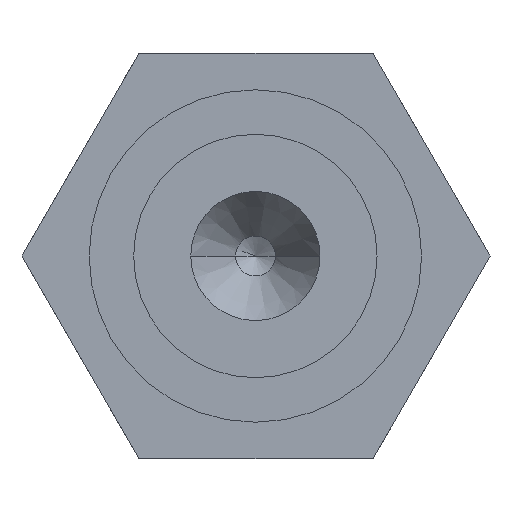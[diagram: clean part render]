
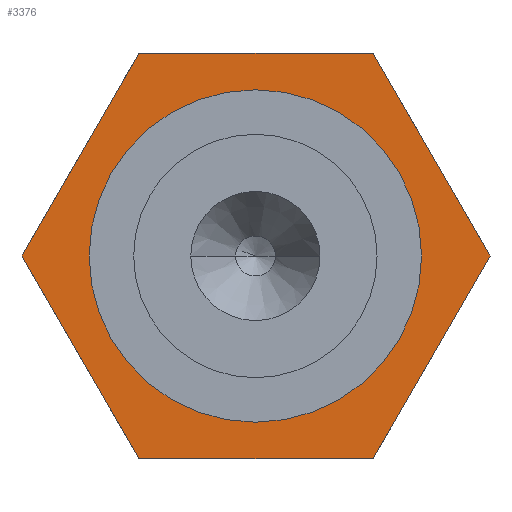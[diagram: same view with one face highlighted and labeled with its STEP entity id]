
A CAD part, front view. The second image highlights one B-rep face of the part: STEP entity #3376.
In plain terms, the highlighted planar face has unit normal (0, -1, 0).
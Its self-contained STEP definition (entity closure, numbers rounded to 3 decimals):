
#1364=DIRECTION('',(-0.5,0.,0.866));
#1365=VECTOR('',#1364,2.891);
#1366=CARTESIAN_POINT('',(-1.438,-0.004,-2.504));
#1367=LINE('',#1366,#1365);
#1368=DIRECTION('',(0.5,0.,0.866));
#1369=VECTOR('',#1368,2.891);
#1370=CARTESIAN_POINT('',(-2.883,-0.004,0.));
#1371=LINE('',#1370,#1369);
#1372=DIRECTION('',(1.,0.,0.));
#1373=VECTOR('',#1372,2.891);
#1374=CARTESIAN_POINT('',(-1.438,-0.004,2.504));
#1375=LINE('',#1374,#1373);
#1376=DIRECTION('',(0.5,0.,-0.866));
#1377=VECTOR('',#1376,2.891);
#1378=CARTESIAN_POINT('',(1.453,-0.004,2.504));
#1379=LINE('',#1378,#1377);
#1380=DIRECTION('',(-0.5,0.,-0.866));
#1381=VECTOR('',#1380,2.891);
#1382=CARTESIAN_POINT('',(2.899,-0.004,0.));
#1383=LINE('',#1382,#1381);
#1384=DIRECTION('',(-1.,0.,0.));
#1385=VECTOR('',#1384,2.891);
#1386=CARTESIAN_POINT('',(1.453,-0.004,-2.504));
#1387=LINE('',#1386,#1385);
#1388=CARTESIAN_POINT('',(0.,-0.004,0.));
#1389=DIRECTION('',(0.,1.,0.));
#1390=DIRECTION('',(-1.,0.,0.));
#1391=AXIS2_PLACEMENT_3D('',#1388,#1389,#1390);
#1393=CARTESIAN_POINT('',(0.,-0.004,0.));
#1394=DIRECTION('',(0.,1.,0.));
#1395=DIRECTION('',(1.,0.,0.));
#1396=AXIS2_PLACEMENT_3D('',#1393,#1394,#1395);
#1511=CARTESIAN_POINT('',(-1.438,-0.004,-2.504));
#1512=CARTESIAN_POINT('',(-2.883,-0.004,0.));
#1513=VERTEX_POINT('',#1511);
#1514=VERTEX_POINT('',#1512);
#1515=CARTESIAN_POINT('',(-1.438,-0.004,2.504));
#1516=VERTEX_POINT('',#1515);
#1517=CARTESIAN_POINT('',(1.453,-0.004,2.504));
#1518=VERTEX_POINT('',#1517);
#1519=CARTESIAN_POINT('',(2.899,-0.004,0.));
#1520=VERTEX_POINT('',#1519);
#1521=CARTESIAN_POINT('',(1.453,-0.004,-2.504));
#1522=VERTEX_POINT('',#1521);
#1549=CARTESIAN_POINT('',(-2.054,-0.004,0.));
#1550=CARTESIAN_POINT('',(2.054,-0.004,0.));
#1551=VERTEX_POINT('',#1549);
#1552=VERTEX_POINT('',#1550);
#3357=CARTESIAN_POINT('',(0.,-0.004,0.));
#3358=DIRECTION('',(0.,1.,0.));
#3359=DIRECTION('',(1.,0.,0.));
#3360=AXIS2_PLACEMENT_3D('',#3357,#3358,#3359);
#3361=PLANE('',#3360);
#3362=ORIENTED_EDGE('',*,*,#3281,.T.);
#3363=ORIENTED_EDGE('',*,*,#3296,.T.);
#3364=ORIENTED_EDGE('',*,*,#3310,.T.);
#3365=ORIENTED_EDGE('',*,*,#3324,.T.);
#3366=ORIENTED_EDGE('',*,*,#3338,.T.);
#3367=ORIENTED_EDGE('',*,*,#3351,.T.);
#3368=EDGE_LOOP('',(#3362,#3363,#3364,#3365,#3366,#3367));
#3369=FACE_OUTER_BOUND('',#3368,.F.);
#3371=ORIENTED_EDGE('',*,*,#3370,.F.);
#3373=ORIENTED_EDGE('',*,*,#3372,.F.);
#3374=EDGE_LOOP('',(#3371,#3373));
#3375=FACE_BOUND('',#3374,.F.);
#3376=ADVANCED_FACE('',(#3369,#3375),#3361,.F.);
#1392=CIRCLE('',#1391,2.054);
#1397=CIRCLE('',#1396,2.054);
#3281=EDGE_CURVE('',#1513,#1514,#1367,.T.);
#3296=EDGE_CURVE('',#1514,#1516,#1371,.T.);
#3310=EDGE_CURVE('',#1516,#1518,#1375,.T.);
#3324=EDGE_CURVE('',#1518,#1520,#1379,.T.);
#3338=EDGE_CURVE('',#1520,#1522,#1383,.T.);
#3351=EDGE_CURVE('',#1522,#1513,#1387,.T.);
#3370=EDGE_CURVE('',#1551,#1552,#1392,.T.);
#3372=EDGE_CURVE('',#1552,#1551,#1397,.T.);
